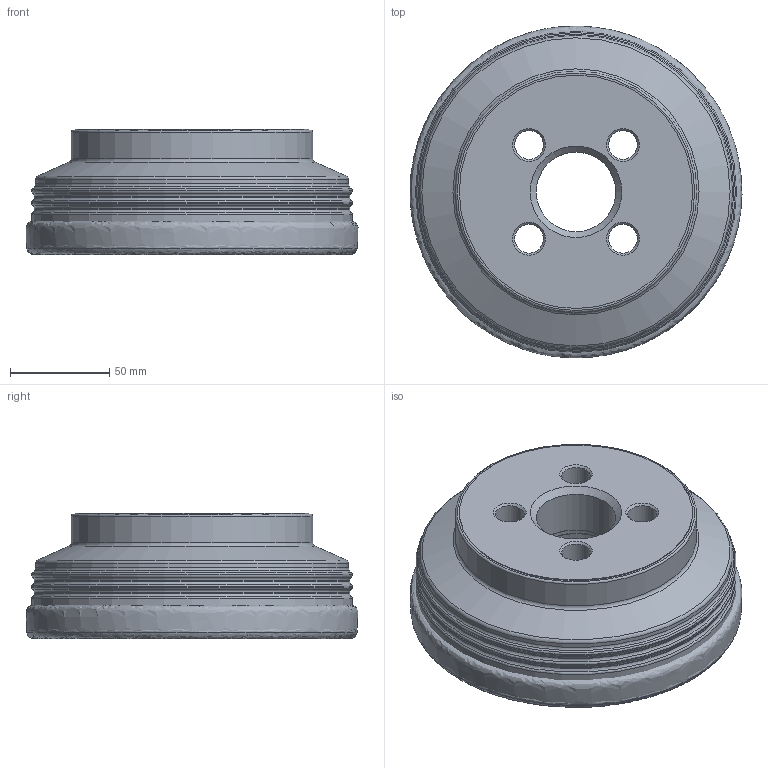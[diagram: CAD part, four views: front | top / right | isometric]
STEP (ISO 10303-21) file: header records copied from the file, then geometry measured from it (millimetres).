
FILE_DESCRIPTION(/* description */ (''),/* implementation_level */ '2;1');
FILE_NAME(/* name */ 'toolassembly_1.stp',/* time_stamp */ '2019-12-20T09:59:26+01:00',/* author */ (''),/* organization */ ('SMS'),/* preprocessor_version */ 'ST-DEVELOPER v16.7',/* originating_system */ 'SIEMENS PLM Software NX 12.0',/* authorisation */ '');
FILE_SCHEMA (('AUTOMOTIVE_DESIGN { 1 0 10303 214 3 1 1 1 }'));
Length unit declared in the file: millimetre
Products named in the file (4): ASSEMBLY_CONSTRUCTION; CUT_20191220095833; NOCUT_20191220095833; TOOLASSEMBLY_1
Assembly tree (19 placements, depth 2):
  TOOLASSEMBLY_1
    NOCUT_20191220095833
    CUT_20191220095833  x17
    ASSEMBLY_CONSTRUCTION
Bounding box: 166.89 x 166.81 x 63.01 mm (x, y, z)
Volume: 893026.8 mm3; surface area: 119065.5 mm2
Topology: 3 solids, 3 shells, 56 faces, 137 edges, 141 vertices
Faces by surface type: torus 18, cylinder 15, cone 13, plane 6, bspline 4
Full cylindrical faces by diameter (mm): 14.5 x4, 40.012 x1, 40.3 x1, 88.5 x1, 117.33 x1, 121.33 x1, 157.33 x1, 158.453 x2, 161.33 x3
Entity records: 27369 total; most frequent: CARTESIAN_POINT 25909, DIRECTION 300, AXIS2_PLACEMENT_3D 150, FACE_BOUND 120, EDGE_LOOP 120, ORIENTED_EDGE 120, VERTEX_POINT 60, EDGE_CURVE 60
